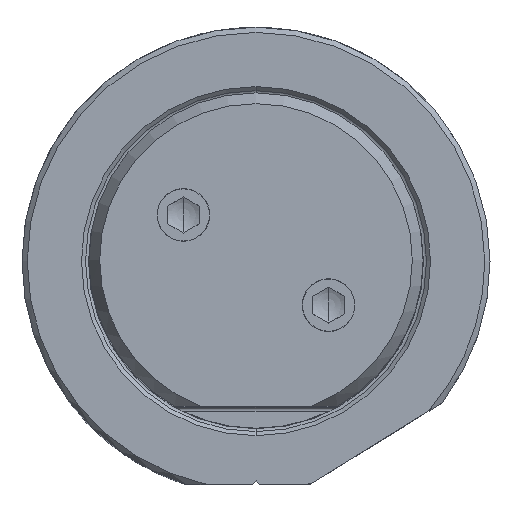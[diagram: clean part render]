
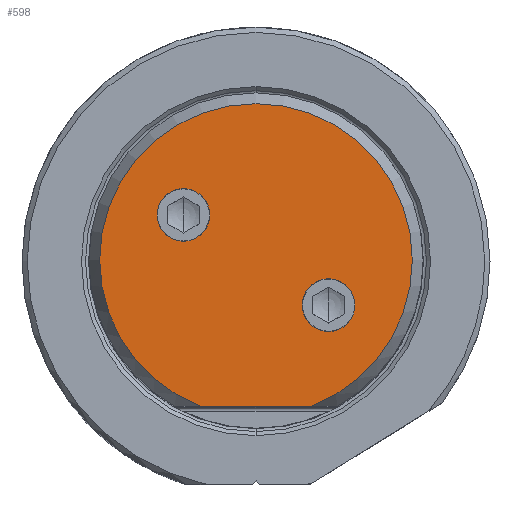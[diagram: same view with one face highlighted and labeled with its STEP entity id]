
A CAD part, top view. The second image highlights one B-rep face of the part: STEP entity #598.
In plain terms, the highlighted planar face has unit normal (0, 0, 1).
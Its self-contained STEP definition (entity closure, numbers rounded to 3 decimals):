
#182=PLANE('',#5642);
#598=ADVANCED_FACE('',(#917,#918,#919),#182,.T.);
#917=FACE_BOUND('',#1020,.T.);
#918=FACE_BOUND('',#1021,.T.);
#919=FACE_BOUND('',#1022,.T.);
#1020=EDGE_LOOP('',(#2684,#2685,#2686,#2687));
#1021=EDGE_LOOP('',(#2688,#2689));
#1022=EDGE_LOOP('',(#2690,#2691));
#1328=CIRCLE('',#5634,14.847);
#1329=CIRCLE('',#5635,14.847);
#1330=CIRCLE('',#5636,14.847);
#1331=CIRCLE('',#5638,2.5);
#1332=CIRCLE('',#5639,2.5);
#1333=CIRCLE('',#5640,2.5);
#1334=CIRCLE('',#5641,2.5);
#1623=LINE('',#11568,#1929);
#1929=VECTOR('',#6527,1.);
#2684=ORIENTED_EDGE('',*,*,#4609,.T.);
#2685=ORIENTED_EDGE('',*,*,#4608,.T.);
#2686=ORIENTED_EDGE('',*,*,#4605,.F.);
#2687=ORIENTED_EDGE('',*,*,#4610,.T.);
#2688=ORIENTED_EDGE('',*,*,#4611,.T.);
#2689=ORIENTED_EDGE('',*,*,#4612,.T.);
#2690=ORIENTED_EDGE('',*,*,#4613,.T.);
#2691=ORIENTED_EDGE('',*,*,#4614,.T.);
#3990=VERTEX_POINT('',#11569);
#3991=VERTEX_POINT('',#11570);
#3992=VERTEX_POINT('',#11581);
#3993=VERTEX_POINT('',#11583);
#3994=VERTEX_POINT('',#11587);
#3995=VERTEX_POINT('',#11588);
#3996=VERTEX_POINT('',#11591);
#3997=VERTEX_POINT('',#11592);
#4605=EDGE_CURVE('',#3990,#3991,#1623,.T.);
#4608=EDGE_CURVE('',#3992,#3991,#1328,.T.);
#4609=EDGE_CURVE('',#3993,#3992,#1329,.T.);
#4610=EDGE_CURVE('',#3990,#3993,#1330,.T.);
#4611=EDGE_CURVE('',#3994,#3995,#1331,.T.);
#4612=EDGE_CURVE('',#3995,#3994,#1332,.T.);
#4613=EDGE_CURVE('',#3996,#3997,#1333,.T.);
#4614=EDGE_CURVE('',#3997,#3996,#1334,.T.);
#5634=AXIS2_PLACEMENT_3D('',#11580,#6530,#6531);
#5635=AXIS2_PLACEMENT_3D('',#11582,#6532,#6533);
#5636=AXIS2_PLACEMENT_3D('',#11584,#6534,#6535);
#5638=AXIS2_PLACEMENT_3D('',#11586,#6538,#6539);
#5639=AXIS2_PLACEMENT_3D('',#11589,#6540,#6541);
#5640=AXIS2_PLACEMENT_3D('',#11590,#6542,#6543);
#5641=AXIS2_PLACEMENT_3D('',#11593,#6544,#6545);
#5642=AXIS2_PLACEMENT_3D('',#11594,#6546,#6547);
#6527=DIRECTION('',(-1.,0.,0.));
#6530=DIRECTION('',(0.,0.,1.));
#6531=DIRECTION('',(-1.,0.,0.));
#6532=DIRECTION('',(0.,0.,1.));
#6533=DIRECTION('',(1.,0.,0.));
#6534=DIRECTION('',(0.,0.,1.));
#6535=DIRECTION('',(0.356,-0.935,0.));
#6538=DIRECTION('',(0.,0.,-1.));
#6539=DIRECTION('',(1.,0.,0.));
#6540=DIRECTION('',(0.,0.,-1.));
#6541=DIRECTION('',(-1.,0.,0.));
#6542=DIRECTION('',(0.,0.,-1.));
#6543=DIRECTION('',(1.,0.,0.));
#6544=DIRECTION('',(0.,0.,-1.));
#6545=DIRECTION('',(-1.,0.,0.));
#6546=DIRECTION('',(0.,0.,1.));
#6547=DIRECTION('',(1.,0.,0.));
#11568=CARTESIAN_POINT('',(5.284,-13.875,60.33));
#11569=CARTESIAN_POINT('',(5.284,-13.875,60.33));
#11570=CARTESIAN_POINT('',(-5.284,-13.875,60.33));
#11580=CARTESIAN_POINT('',(0.,0.,60.33));
#11581=CARTESIAN_POINT('',(-14.847,0.,60.33));
#11582=CARTESIAN_POINT('',(0.,0.,60.33));
#11583=CARTESIAN_POINT('',(14.847,0.,60.33));
#11584=CARTESIAN_POINT('',(0.,0.,60.33));
#11586=CARTESIAN_POINT('',(6.897,-4.282,60.33));
#11587=CARTESIAN_POINT('',(9.397,-4.282,60.33));
#11588=CARTESIAN_POINT('',(4.397,-4.282,60.33));
#11589=CARTESIAN_POINT('',(6.897,-4.282,60.33));
#11590=CARTESIAN_POINT('',(-6.897,4.282,60.33));
#11591=CARTESIAN_POINT('',(-4.397,4.282,60.33));
#11592=CARTESIAN_POINT('',(-9.397,4.282,60.33));
#11593=CARTESIAN_POINT('',(-6.897,4.282,60.33));
#11594=CARTESIAN_POINT('',(0.,0.486,60.33));
